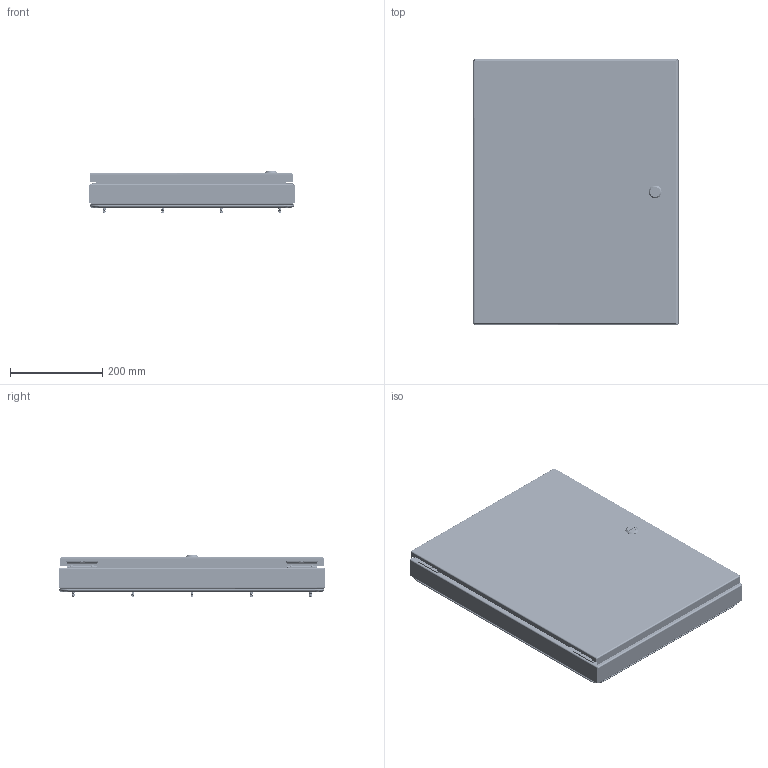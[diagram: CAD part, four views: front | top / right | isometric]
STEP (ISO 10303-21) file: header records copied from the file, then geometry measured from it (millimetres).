
FILE_DESCRIPTION(/* description */ ('DEEP HINGED, S.S, N4X, WDW KIT, TUB, 22.75X17.5X2.75'),/* implementation_level */ '2;1');
FILE_NAME(/* name */ 'WADW231702BCSS.stp',/* time_stamp */ '2017-04-27T21:05:25+06:00',/* author */ ('vdas'),/* organization */ (''),/* preprocessor_version */ 'ST-DEVELOPER v16.1',/* originating_system */ 'Autodesk Inventor 2016',/* authorisation */ '');
FILE_SCHEMA (('AUTOMOTIVE_DESIGN { 1 0 10303 214 3 1 1 }'));
Length unit declared in the file: inch
Products named in the file (26): WADW231702SSBKP; HFW3161; 17376 PIN; 17380 SCREW; 17723 BOX LEAF; 17723-UTI BRACKET; 17910 SEALING WASHER; HFW328176; WADW2317FIP-BKP; WADW2317BCSSLID; 1000-179_prt; 1000-102A-AA; 1000-02; 1000-23; 1000-u156_asm; 1000-318-PF; 1000-03-PG; 1000-24_prt; 1000-277-01PI; 1000-u630_asm; 35123; HFW328175; WADW2317FIP-LID; HFW314252; 38846; WADW231702BCSS
Assembly tree (43 placements, depth 4):
  WADW231702BCSS
    WADW231702SSBKP
    HFW3161  x2
    HFW328176  x2
      17376 PIN
      17380 SCREW
      17723 BOX LEAF
      17723-UTI BRACKET
      17910 SEALING WASHER
    WADW2317FIP-BKP
    WADW2317BCSSLID
    35123
      1000-179_prt
      1000-u156_asm
        1000-102A-AA
        1000-02
        1000-23
      1000-u630_asm
        1000-318-PF
        1000-03-PG
        1000-24_prt
        1000-277-01PI
    HFW328175  x2
    WADW2317FIP-LID
    HFW314252  x14
    38846
Bounding box: 444.5 x 577.85 x 88.92 mm (x, y, z)
Volume: 1410951.2 mm3; surface area: 1231637.9 mm2
Topology: 45 solids, 45 shells, 1762 faces, 4348 edges, 2712 vertices
Faces by surface type: cylinder 731, plane 594, bspline 202, cone 190, torus 45
Full cylindrical faces by diameter (mm): 2.362 x4, 3.175 x2, 3.317 x68, 3.861 x4, 3.962 x2, 4.166 x68, 4.25 x4, 4.366 x4, 4.572 x4, 4.775 x4, 5 x1, 5.5 x1, 6.325 x14, 6.35 x177, 6.502 x4, 7.938 x14, 8 x1, 8.118 x14, 8.128 x4, 8.56 x1, 9.144 x4, 9.9 x1, 10 x1, 10.2 x1, 12.8 x1, 13.5 x1, 15.2 x1, 16 x1, 16.1 x1, 19.8 x1
Entity records: 34501 total; most frequent: CARTESIAN_POINT 14003, DIRECTION 4017, ORIENTED_EDGE 3862, EDGE_CURVE 1931, AXIS2_PLACEMENT_3D 1460, VERTEX_POINT 1263, EDGE_LOOP 1128, LINE 1097
